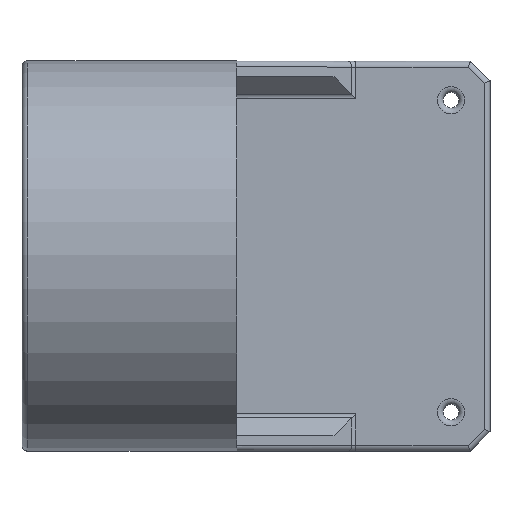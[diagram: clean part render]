
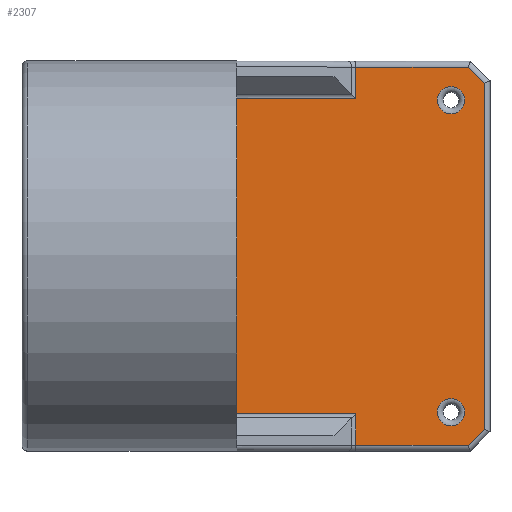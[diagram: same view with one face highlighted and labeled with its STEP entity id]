
A CAD part, top view. The second image highlights one B-rep face of the part: STEP entity #2307.
In plain terms, the highlighted planar face has unit normal (0, 0, 1).
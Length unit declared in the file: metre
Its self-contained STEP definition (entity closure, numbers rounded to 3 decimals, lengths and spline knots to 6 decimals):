
#58=PLANE('',#2474);
#176=CIRCLE('',#2475,0.003);
#177=CIRCLE('',#2476,0.003);
#178=CIRCLE('',#2477,0.0035);
#179=CIRCLE('',#2478,0.0035);
#302=ORIENTED_EDGE('',*,*,#1000,.T.);
#303=ORIENTED_EDGE('',*,*,#1001,.T.);
#304=ORIENTED_EDGE('',*,*,#1002,.T.);
#305=ORIENTED_EDGE('',*,*,#1003,.T.);
#306=ORIENTED_EDGE('',*,*,#1004,.T.);
#307=ORIENTED_EDGE('',*,*,#1005,.T.);
#308=ORIENTED_EDGE('',*,*,#1006,.T.);
#309=ORIENTED_EDGE('',*,*,#1007,.T.);
#310=ORIENTED_EDGE('',*,*,#1008,.T.);
#311=ORIENTED_EDGE('',*,*,#1009,.T.);
#312=ORIENTED_EDGE('',*,*,#1010,.T.);
#313=ORIENTED_EDGE('',*,*,#1011,.T.);
#314=ORIENTED_EDGE('',*,*,#1012,.T.);
#315=ORIENTED_EDGE('',*,*,#1013,.F.);
#316=ORIENTED_EDGE('',*,*,#1014,.T.);
#317=ORIENTED_EDGE('',*,*,#1015,.F.);
#318=ORIENTED_EDGE('',*,*,#1016,.T.);
#319=ORIENTED_EDGE('',*,*,#1017,.T.);
#1000=EDGE_CURVE('',#1349,#1350,#1558,.F.);
#1001=EDGE_CURVE('',#1350,#1351,#1559,.F.);
#1002=EDGE_CURVE('',#1351,#1352,#1560,.T.);
#1003=EDGE_CURVE('',#1352,#1353,#1561,.T.);
#1004=EDGE_CURVE('',#1353,#1354,#1562,.T.);
#1005=EDGE_CURVE('',#1354,#1355,#1563,.F.);
#1006=EDGE_CURVE('',#1355,#1356,#1564,.T.);
#1007=EDGE_CURVE('',#1356,#1357,#1565,.F.);
#1008=EDGE_CURVE('',#1357,#1358,#1566,.T.);
#1009=EDGE_CURVE('',#1358,#1359,#1567,.T.);
#1010=EDGE_CURVE('',#1359,#1360,#1568,.T.);
#1011=EDGE_CURVE('',#1360,#1361,#1569,.F.);
#1012=EDGE_CURVE('',#1361,#1362,#1570,.T.);
#1013=EDGE_CURVE('',#1363,#1362,#176,.F.);
#1014=EDGE_CURVE('',#1363,#1364,#1571,.F.);
#1015=EDGE_CURVE('',#1349,#1364,#177,.F.);
#1016=EDGE_CURVE('',#1365,#1365,#178,.T.);
#1017=EDGE_CURVE('',#1366,#1366,#179,.T.);
#1349=VERTEX_POINT('',#3428);
#1350=VERTEX_POINT('',#3429);
#1351=VERTEX_POINT('',#3431);
#1352=VERTEX_POINT('',#3433);
#1353=VERTEX_POINT('',#3435);
#1354=VERTEX_POINT('',#3437);
#1355=VERTEX_POINT('',#3439);
#1356=VERTEX_POINT('',#3441);
#1357=VERTEX_POINT('',#3443);
#1358=VERTEX_POINT('',#3445);
#1359=VERTEX_POINT('',#3447);
#1360=VERTEX_POINT('',#3449);
#1361=VERTEX_POINT('',#3451);
#1362=VERTEX_POINT('',#3453);
#1363=VERTEX_POINT('',#3455);
#1364=VERTEX_POINT('',#3457);
#1365=VERTEX_POINT('',#3460);
#1366=VERTEX_POINT('',#3462);
#1558=LINE('',#3427,#1739);
#1559=LINE('',#3430,#1740);
#1560=LINE('',#3432,#1741);
#1561=LINE('',#3434,#1742);
#1562=LINE('',#3436,#1743);
#1563=LINE('',#3438,#1744);
#1564=LINE('',#3440,#1745);
#1565=LINE('',#3442,#1746);
#1566=LINE('',#3444,#1747);
#1567=LINE('',#3446,#1748);
#1568=LINE('',#3448,#1749);
#1569=LINE('',#3450,#1750);
#1570=LINE('',#3452,#1751);
#1571=LINE('',#3456,#1752);
#1739=VECTOR('',#2735,1.);
#1740=VECTOR('',#2736,1.);
#1741=VECTOR('',#2737,1.);
#1742=VECTOR('',#2738,1.);
#1743=VECTOR('',#2739,1.);
#1744=VECTOR('',#2740,1.);
#1745=VECTOR('',#2741,1.);
#1746=VECTOR('',#2742,1.);
#1747=VECTOR('',#2743,1.);
#1748=VECTOR('',#2744,1.);
#1749=VECTOR('',#2745,1.);
#1750=VECTOR('',#2746,1.);
#1751=VECTOR('',#2747,1.);
#1752=VECTOR('',#2750,1.);
#1917=EDGE_LOOP('',(#302,#303,#304,#305,#306,#307,#308,#309,#310,#311,#312,
#313,#314,#315,#316,#317));
#1918=EDGE_LOOP('',(#318));
#1919=EDGE_LOOP('',(#319));
#2088=FACE_BOUND('',#1917,.T.);
#2089=FACE_BOUND('',#1918,.T.);
#2090=FACE_BOUND('',#1919,.T.);
#2307=ADVANCED_FACE('',(#2088,#2089,#2090),#58,.F.);
#2474=AXIS2_PLACEMENT_3D('',#3426,#2733,#2734);
#2475=AXIS2_PLACEMENT_3D('',#3454,#2748,#2749);
#2476=AXIS2_PLACEMENT_3D('',#3458,#2751,#2752);
#2477=AXIS2_PLACEMENT_3D('',#3459,#2753,#2754);
#2478=AXIS2_PLACEMENT_3D('',#3461,#2755,#2756);
#2733=DIRECTION('',(0.,0.,-1.));
#2734=DIRECTION('',(0.,1.,0.));
#2735=DIRECTION('',(1.,0.,0.));
#2736=DIRECTION('',(0.,1.,0.));
#2737=DIRECTION('',(1.,0.,0.));
#2738=DIRECTION('',(0.,-1.,0.));
#2739=DIRECTION('',(1.,0.,0.));
#2740=DIRECTION('',(-0.707,-0.707,0.));
#2741=DIRECTION('',(0.,1.,0.));
#2742=DIRECTION('',(0.707,-0.707,0.));
#2743=DIRECTION('',(-1.,0.,0.));
#2744=DIRECTION('',(0.,-1.,0.));
#2745=DIRECTION('',(-1.,0.,0.));
#2746=DIRECTION('',(0.,1.,0.));
#2747=DIRECTION('',(1.,0.,0.));
#2748=DIRECTION('',(0.,0.,-1.));
#2749=DIRECTION('',(0.,1.,0.));
#2750=DIRECTION('',(0.,1.,0.));
#2751=DIRECTION('',(0.,0.,-1.));
#2752=DIRECTION('',(0.,1.,0.));
#2753=DIRECTION('',(0.,0.,-1.));
#2754=DIRECTION('',(0.,1.,0.));
#2755=DIRECTION('',(0.,0.,-1.));
#2756=DIRECTION('',(0.,1.,0.));
#3426=CARTESIAN_POINT('',(0.,0.,0.004));
#3427=CARTESIAN_POINT('',(0.009,0.0334,0.004));
#3428=CARTESIAN_POINT('',(0.0275,0.0334,0.004));
#3429=CARTESIAN_POINT('',(0.009621,0.0334,0.004));
#3430=CARTESIAN_POINT('',(0.009621,0.009,0.004));
#3431=CARTESIAN_POINT('',(0.009621,0.009621,0.004));
#3432=CARTESIAN_POINT('',(0.085,0.009621,0.004));
#3433=CARTESIAN_POINT('',(0.085621,0.009621,0.004));
#3434=CARTESIAN_POINT('',(0.085621,0.,0.004));
#3435=CARTESIAN_POINT('',(0.085621,0.0015,0.004));
#3436=CARTESIAN_POINT('',(0.,0.0015,0.004));
#3437=CARTESIAN_POINT('',(0.114379,0.0015,0.004));
#3438=CARTESIAN_POINT('',(0.118939,0.006061,0.004));
#3439=CARTESIAN_POINT('',(0.1185,0.005621,0.004));
#3440=CARTESIAN_POINT('',(0.1185,0.,0.004));
#3441=CARTESIAN_POINT('',(0.1185,0.094379,0.004));
#3442=CARTESIAN_POINT('',(0.113939,0.098939,0.004));
#3443=CARTESIAN_POINT('',(0.114379,0.0985,0.004));
#3444=CARTESIAN_POINT('',(0.,0.0985,0.004));
#3445=CARTESIAN_POINT('',(0.085621,0.0985,0.004));
#3446=CARTESIAN_POINT('',(0.085621,0.091,0.004));
#3447=CARTESIAN_POINT('',(0.085621,0.090379,0.004));
#3448=CARTESIAN_POINT('',(0.009,0.090379,0.004));
#3449=CARTESIAN_POINT('',(0.009621,0.090379,0.004));
#3450=CARTESIAN_POINT('',(0.009621,0.0651,0.004));
#3451=CARTESIAN_POINT('',(0.009621,0.0666,0.004));
#3452=CARTESIAN_POINT('',(0.,0.0666,0.004));
#3453=CARTESIAN_POINT('',(0.0275,0.0666,0.004));
#3454=CARTESIAN_POINT('',(0.0275,0.0636,0.004));
#3455=CARTESIAN_POINT('',(0.0305,0.0636,0.004));
#3456=CARTESIAN_POINT('',(0.0305,0.,0.004));
#3457=CARTESIAN_POINT('',(0.0305,0.0364,0.004));
#3458=CARTESIAN_POINT('',(0.0275,0.0364,0.004));
#3459=CARTESIAN_POINT('',(0.11,0.01,0.004));
#3460=CARTESIAN_POINT('',(0.11,0.0135,0.004));
#3461=CARTESIAN_POINT('',(0.11,0.09,0.004));
#3462=CARTESIAN_POINT('',(0.11,0.0935,0.004));
